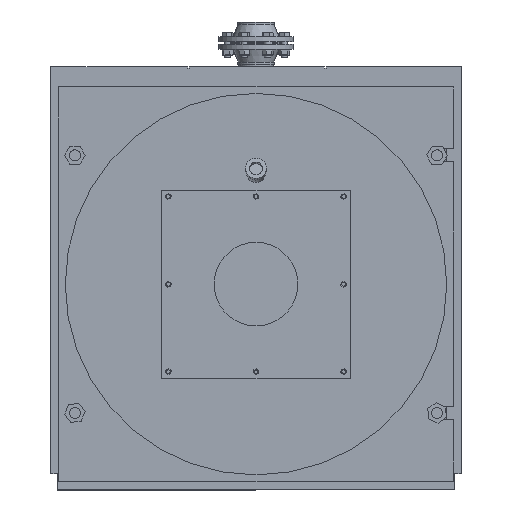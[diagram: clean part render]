
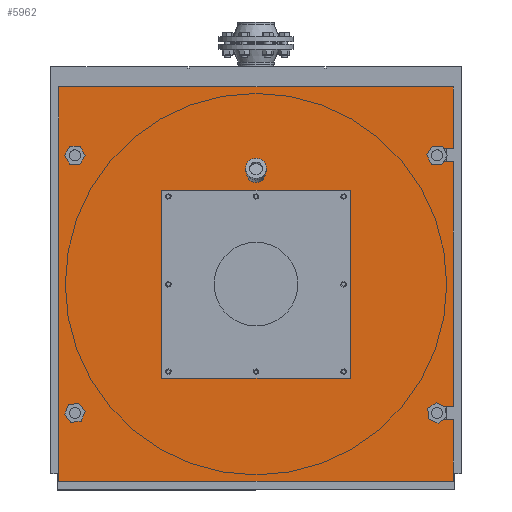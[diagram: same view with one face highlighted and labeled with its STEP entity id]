
A CAD part, front view. The second image highlights one B-rep face of the part: STEP entity #5962.
In plain terms, the highlighted face is planar.
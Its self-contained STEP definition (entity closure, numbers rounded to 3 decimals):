
#311=ELLIPSE('',#6587,29.505,28.5);
#312=ELLIPSE('',#6588,29.505,28.5);
#382=FACE_BOUND('',#1235,.T.);
#383=FACE_BOUND('',#1236,.T.);
#384=FACE_BOUND('',#1237,.T.);
#385=FACE_BOUND('',#1238,.T.);
#544=PLANE('',#6584);
#823=FACE_OUTER_BOUND('',#1234,.T.);
#1234=EDGE_LOOP('',(#4771,#4772,#4773,#4774,#4775,#4776,#4777,#4778,#4779,
#4780,#4781,#4782));
#1235=EDGE_LOOP('',(#4783,#4784,#4785));
#1236=EDGE_LOOP('',(#4786,#4787,#4788,#4789));
#1237=EDGE_LOOP('',(#4790));
#1238=EDGE_LOOP('',(#4791));
#1589=CIRCLE('',#6585,20.);
#1590=CIRCLE('',#6586,20.);
#1591=CIRCLE('',#6589,20.);
#1592=CIRCLE('',#6590,20.);
#1915=LINE('',#9534,#2432);
#1920=LINE('',#9545,#2437);
#1924=LINE('',#9552,#2441);
#1926=LINE('',#9555,#2443);
#2028=LINE('',#9784,#2545);
#2031=LINE('',#9789,#2548);
#2033=LINE('',#9793,#2550);
#2035=LINE('',#9796,#2552);
#2046=LINE('',#9839,#2563);
#2047=LINE('',#9843,#2564);
#2048=LINE('',#9845,#2565);
#2049=LINE('',#9847,#2566);
#2050=LINE('',#9851,#2567);
#2051=LINE('',#9852,#2568);
#2052=LINE('',#9858,#2569);
#2432=VECTOR('',#7486,10.);
#2437=VECTOR('',#7493,10.);
#2441=VECTOR('',#7499,10.);
#2443=VECTOR('',#7503,10.);
#2545=VECTOR('',#7663,10.);
#2548=VECTOR('',#7668,10.);
#2550=VECTOR('',#7672,10.);
#2552=VECTOR('',#7676,10.);
#2563=VECTOR('',#7723,10.);
#2564=VECTOR('',#7726,10.);
#2565=VECTOR('',#7727,10.);
#2566=VECTOR('',#7728,10.);
#2567=VECTOR('',#7731,10.);
#2568=VECTOR('',#7732,10.);
#2569=VECTOR('',#7737,10.);
#2930=VERTEX_POINT('',#9531);
#2931=VERTEX_POINT('',#9533);
#2935=VERTEX_POINT('',#9542);
#2936=VERTEX_POINT('',#9544);
#2938=VERTEX_POINT('',#9550);
#3035=VERTEX_POINT('',#9782);
#3036=VERTEX_POINT('',#9783);
#3037=VERTEX_POINT('',#9788);
#3038=VERTEX_POINT('',#9792);
#3052=VERTEX_POINT('',#9838);
#3053=VERTEX_POINT('',#9840);
#3054=VERTEX_POINT('',#9842);
#3055=VERTEX_POINT('',#9844);
#3056=VERTEX_POINT('',#9846);
#3057=VERTEX_POINT('',#9848);
#3058=VERTEX_POINT('',#9850);
#3059=VERTEX_POINT('',#9853);
#3060=VERTEX_POINT('',#9854);
#3061=VERTEX_POINT('',#9856);
#3062=VERTEX_POINT('',#9859);
#3063=VERTEX_POINT('',#9861);
#3532=EDGE_CURVE('',#2931,#2930,#1915,.T.);
#3537=EDGE_CURVE('',#2936,#2935,#1920,.T.);
#3541=EDGE_CURVE('',#2935,#2938,#1924,.T.);
#3543=EDGE_CURVE('',#2938,#2931,#1926,.T.);
#3653=EDGE_CURVE('',#3035,#3036,#2028,.T.);
#3656=EDGE_CURVE('',#3037,#3035,#2031,.T.);
#3658=EDGE_CURVE('',#3038,#3037,#2033,.T.);
#3660=EDGE_CURVE('',#3036,#3038,#2035,.T.);
#3679=EDGE_CURVE('',#2930,#3052,#2046,.T.);
#3680=EDGE_CURVE('',#3052,#3053,#1589,.T.);
#3681=EDGE_CURVE('',#3053,#3054,#2047,.T.);
#3682=EDGE_CURVE('',#3054,#3055,#2048,.T.);
#3683=EDGE_CURVE('',#3055,#3056,#2049,.T.);
#3684=EDGE_CURVE('',#3056,#3057,#1590,.T.);
#3685=EDGE_CURVE('',#3057,#3058,#2050,.T.);
#3686=EDGE_CURVE('',#3058,#2936,#2051,.T.);
#3687=EDGE_CURVE('',#3059,#3060,#311,.T.);
#3688=EDGE_CURVE('',#3060,#3061,#312,.T.);
#3689=EDGE_CURVE('',#3061,#3059,#2052,.T.);
#3690=EDGE_CURVE('',#3062,#3062,#1591,.T.);
#3691=EDGE_CURVE('',#3063,#3063,#1592,.T.);
#4771=ORIENTED_EDGE('',*,*,#3679,.T.);
#4772=ORIENTED_EDGE('',*,*,#3680,.T.);
#4773=ORIENTED_EDGE('',*,*,#3681,.T.);
#4774=ORIENTED_EDGE('',*,*,#3682,.T.);
#4775=ORIENTED_EDGE('',*,*,#3683,.T.);
#4776=ORIENTED_EDGE('',*,*,#3684,.T.);
#4777=ORIENTED_EDGE('',*,*,#3685,.T.);
#4778=ORIENTED_EDGE('',*,*,#3686,.T.);
#4779=ORIENTED_EDGE('',*,*,#3537,.T.);
#4780=ORIENTED_EDGE('',*,*,#3541,.T.);
#4781=ORIENTED_EDGE('',*,*,#3543,.T.);
#4782=ORIENTED_EDGE('',*,*,#3532,.T.);
#4783=ORIENTED_EDGE('',*,*,#3687,.T.);
#4784=ORIENTED_EDGE('',*,*,#3688,.T.);
#4785=ORIENTED_EDGE('',*,*,#3689,.T.);
#4786=ORIENTED_EDGE('',*,*,#3660,.T.);
#4787=ORIENTED_EDGE('',*,*,#3658,.T.);
#4788=ORIENTED_EDGE('',*,*,#3656,.T.);
#4789=ORIENTED_EDGE('',*,*,#3653,.T.);
#4790=ORIENTED_EDGE('',*,*,#3690,.T.);
#4791=ORIENTED_EDGE('',*,*,#3691,.T.);
#5962=ADVANCED_FACE('',(#823,#382,#383,#384,#385),#544,.T.);
#6584=AXIS2_PLACEMENT_3D('',#9837,#7721,#7722);
#6585=AXIS2_PLACEMENT_3D('',#9841,#7724,#7725);
#6586=AXIS2_PLACEMENT_3D('',#9849,#7729,#7730);
#6587=AXIS2_PLACEMENT_3D('',#9855,#7733,#7734);
#6588=AXIS2_PLACEMENT_3D('',#9857,#7735,#7736);
#6589=AXIS2_PLACEMENT_3D('',#9860,#7738,#7739);
#6590=AXIS2_PLACEMENT_3D('',#9862,#7740,#7741);
#7486=DIRECTION('',(0.,1.,0.));
#7493=DIRECTION('',(-1.,0.,0.));
#7499=DIRECTION('',(0.,-1.,0.));
#7503=DIRECTION('',(1.,0.,0.));
#7663=DIRECTION('',(1.,0.,0.));
#7668=DIRECTION('',(0.,1.,0.));
#7672=DIRECTION('',(-1.,0.,0.));
#7676=DIRECTION('',(0.,-1.,0.));
#7721=DIRECTION('center_axis',(0.,0.,1.));
#7722=DIRECTION('ref_axis',(1.,0.,0.));
#7723=DIRECTION('',(-1.,0.,0.));
#7724=DIRECTION('center_axis',(0.,0.,-1.));
#7725=DIRECTION('ref_axis',(0.,1.,0.));
#7726=DIRECTION('',(1.,0.,0.));
#7727=DIRECTION('',(0.,1.,0.));
#7728=DIRECTION('',(-1.,0.,0.));
#7729=DIRECTION('center_axis',(0.,0.,-1.));
#7730=DIRECTION('ref_axis',(0.,1.,0.));
#7731=DIRECTION('',(1.,0.,0.));
#7732=DIRECTION('',(0.,1.,0.));
#7733=DIRECTION('center_axis',(0.,0.,-1.));
#7734=DIRECTION('ref_axis',(0.,-1.,0.));
#7735=DIRECTION('center_axis',(0.,0.,-1.));
#7736=DIRECTION('ref_axis',(0.,-1.,0.));
#7737=DIRECTION('',(-1.,0.,0.));
#7738=DIRECTION('center_axis',(0.,0.,-1.));
#7739=DIRECTION('ref_axis',(1.,0.,0.));
#7740=DIRECTION('center_axis',(0.,0.,-1.));
#7741=DIRECTION('ref_axis',(1.,0.,0.));
#9531=CARTESIAN_POINT('',(-25.,219.667,233.9));
#9533=CARTESIAN_POINT('',(-25.,27.,233.9));
#9534=CARTESIAN_POINT('',(-25.,27.,233.9));
#9542=CARTESIAN_POINT('',(-1251.,1253.,233.9));
#9544=CARTESIAN_POINT('',(-25.,1253.,233.9));
#9545=CARTESIAN_POINT('',(-25.,1253.,233.9));
#9550=CARTESIAN_POINT('',(-1251.,27.,233.9));
#9552=CARTESIAN_POINT('',(-1251.,1253.,233.9));
#9555=CARTESIAN_POINT('',(-1251.,27.,233.9));
#9782=CARTESIAN_POINT('',(-930.5,932.5,233.9));
#9783=CARTESIAN_POINT('',(-345.5,932.5,233.9));
#9784=CARTESIAN_POINT('',(-491.75,932.5,233.9));
#9788=CARTESIAN_POINT('',(-930.5,347.5,233.9));
#9789=CARTESIAN_POINT('',(-930.5,786.25,233.9));
#9792=CARTESIAN_POINT('',(-345.5,347.5,233.9));
#9793=CARTESIAN_POINT('',(-784.25,347.5,233.9));
#9796=CARTESIAN_POINT('',(-345.5,493.75,233.9));
#9837=CARTESIAN_POINT('Origin',(-638.,640.,233.9));
#9838=CARTESIAN_POINT('',(-75.,219.667,233.9));
#9839=CARTESIAN_POINT('',(-331.5,219.667,233.9));
#9840=CARTESIAN_POINT('',(-75.,259.667,233.9));
#9841=CARTESIAN_POINT('Origin',(-75.,239.667,233.9));
#9842=CARTESIAN_POINT('',(-25.,259.667,233.9));
#9843=CARTESIAN_POINT('',(-356.5,259.667,233.9));
#9844=CARTESIAN_POINT('',(-25.,1020.333,233.9));
#9845=CARTESIAN_POINT('',(-25.,27.,233.9));
#9846=CARTESIAN_POINT('',(-75.,1020.333,233.9));
#9847=CARTESIAN_POINT('',(-331.5,1020.333,233.9));
#9848=CARTESIAN_POINT('',(-75.,1060.333,233.9));
#9849=CARTESIAN_POINT('Origin',(-75.,1040.333,233.9));
#9850=CARTESIAN_POINT('',(-25.,1060.333,233.9));
#9851=CARTESIAN_POINT('',(-356.5,1060.333,233.9));
#9852=CARTESIAN_POINT('',(-25.,27.,233.9));
#9853=CARTESIAN_POINT('',(-662.852,969.821,233.9));
#9854=CARTESIAN_POINT('',(-609.5,984.264,233.9));
#9855=CARTESIAN_POINT('Origin',(-638.,984.264,233.9));
#9856=CARTESIAN_POINT('',(-613.148,969.821,233.9));
#9857=CARTESIAN_POINT('Origin',(-638.,984.264,233.9));
#9858=CARTESIAN_POINT('',(-638.,969.821,233.9));
#9859=CARTESIAN_POINT('',(-1221.,239.667,233.9));
#9860=CARTESIAN_POINT('Origin',(-1201.,239.667,233.9));
#9861=CARTESIAN_POINT('',(-1221.,1040.333,233.9));
#9862=CARTESIAN_POINT('Origin',(-1201.,1040.333,233.9));
